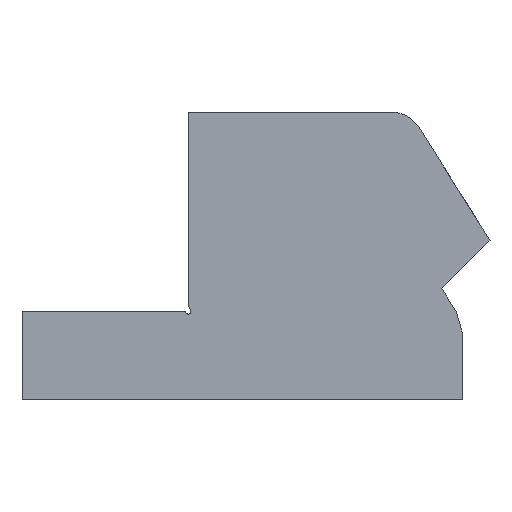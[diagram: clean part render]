
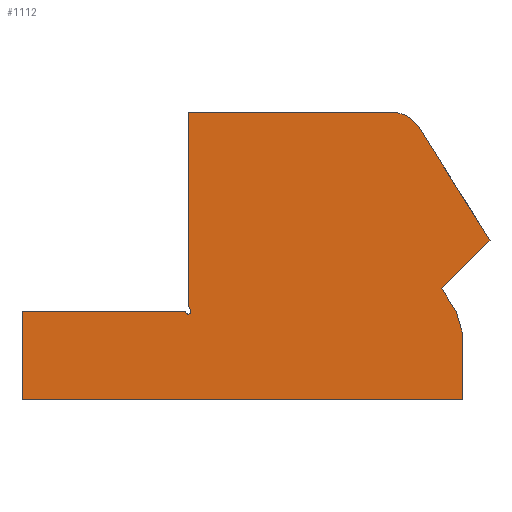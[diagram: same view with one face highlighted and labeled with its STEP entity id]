
A CAD part, front view. The second image highlights one B-rep face of the part: STEP entity #1112.
In plain terms, the highlighted planar face has unit normal (0, -1, 0).
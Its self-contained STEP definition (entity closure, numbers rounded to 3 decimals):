
#25=CIRCLE('',#1159,0.25);
#27=CIRCLE('',#1165,3.);
#62=PLANE('',#1164);
#113=FACE_OUTER_BOUND('',#173,.T.);
#173=EDGE_LOOP('',(#892,#893,#894,#895,#896,#897,#898,#899,#900,#901,#902,
#903,#904));
#242=LINE('',#2012,#337);
#257=LINE('',#2049,#352);
#261=LINE('',#2055,#356);
#262=LINE('',#2058,#357);
#263=LINE('',#2060,#358);
#264=LINE('',#2062,#359);
#265=LINE('',#2064,#360);
#266=LINE('',#2065,#361);
#267=LINE('',#2067,#362);
#268=LINE('',#2071,#363);
#269=LINE('',#2072,#364);
#337=VECTOR('',#1253,10.);
#352=VECTOR('',#1280,10.);
#356=VECTOR('',#1286,10.);
#357=VECTOR('',#1289,10.);
#358=VECTOR('',#1290,10.);
#359=VECTOR('',#1291,10.);
#360=VECTOR('',#1292,10.);
#361=VECTOR('',#1293,10.);
#362=VECTOR('',#1294,10.);
#363=VECTOR('',#1297,10.);
#364=VECTOR('',#1298,10.);
#504=VERTEX_POINT('',#2010);
#505=VERTEX_POINT('',#2011);
#509=VERTEX_POINT('',#2021);
#520=VERTEX_POINT('',#2047);
#521=VERTEX_POINT('',#2048);
#522=VERTEX_POINT('',#2053);
#523=VERTEX_POINT('',#2057);
#524=VERTEX_POINT('',#2059);
#525=VERTEX_POINT('',#2061);
#526=VERTEX_POINT('',#2063);
#527=VERTEX_POINT('',#2066);
#528=VERTEX_POINT('',#2068);
#529=VERTEX_POINT('',#2070);
#642=EDGE_CURVE('',#504,#505,#242,.T.);
#648=EDGE_CURVE('',#504,#509,#25,.T.);
#660=EDGE_CURVE('',#520,#521,#257,.T.);
#664=EDGE_CURVE('',#520,#522,#261,.T.);
#665=EDGE_CURVE('',#523,#509,#262,.T.);
#666=EDGE_CURVE('',#524,#523,#263,.T.);
#667=EDGE_CURVE('',#525,#524,#264,.T.);
#668=EDGE_CURVE('',#525,#526,#265,.T.);
#669=EDGE_CURVE('',#521,#526,#266,.T.);
#670=EDGE_CURVE('',#527,#522,#267,.T.);
#671=EDGE_CURVE('',#528,#527,#27,.T.);
#672=EDGE_CURVE('',#529,#528,#268,.T.);
#673=EDGE_CURVE('',#505,#529,#269,.T.);
#892=ORIENTED_EDGE('',*,*,#642,.F.);
#893=ORIENTED_EDGE('',*,*,#648,.T.);
#894=ORIENTED_EDGE('',*,*,#665,.F.);
#895=ORIENTED_EDGE('',*,*,#666,.F.);
#896=ORIENTED_EDGE('',*,*,#667,.F.);
#897=ORIENTED_EDGE('',*,*,#668,.T.);
#898=ORIENTED_EDGE('',*,*,#669,.F.);
#899=ORIENTED_EDGE('',*,*,#660,.F.);
#900=ORIENTED_EDGE('',*,*,#664,.T.);
#901=ORIENTED_EDGE('',*,*,#670,.F.);
#902=ORIENTED_EDGE('',*,*,#671,.F.);
#903=ORIENTED_EDGE('',*,*,#672,.F.);
#904=ORIENTED_EDGE('',*,*,#673,.F.);
#1112=ADVANCED_FACE('',(#113),#62,.F.);
#1159=AXIS2_PLACEMENT_3D('',#2023,#1262,#1263);
#1164=AXIS2_PLACEMENT_3D('',#2056,#1287,#1288);
#1165=AXIS2_PLACEMENT_3D('',#2069,#1295,#1296);
#1253=DIRECTION('',(-0.5,0.,0.866));
#1262=DIRECTION('center_axis',(0.,1.,0.));
#1263=DIRECTION('ref_axis',(1.,0.,0.));
#1280=DIRECTION('',(0.531,0.,-0.847));
#1286=DIRECTION('',(0.707,0.,0.707));
#1287=DIRECTION('center_axis',(0.,1.,0.));
#1288=DIRECTION('ref_axis',(1.,0.,0.));
#1289=DIRECTION('',(1.,0.,0.));
#1290=DIRECTION('',(0.,0.,1.));
#1291=DIRECTION('',(-1.,0.,0.));
#1292=DIRECTION('',(0.,0.,1.));
#1293=DIRECTION('',(0.277,0.,-0.961));
#1294=DIRECTION('',(0.531,0.,-0.847));
#1295=DIRECTION('center_axis',(0.,1.,0.));
#1296=DIRECTION('ref_axis',(0.484,0.,0.875));
#1297=DIRECTION('',(1.,0.,0.));
#1298=DIRECTION('',(0.,0.,1.));
#2010=CARTESIAN_POINT('',(123.617,308.625,304.159));
#2011=CARTESIAN_POINT('',(123.4,308.625,304.534));
#2012=CARTESIAN_POINT('',(123.419,308.625,304.5));
#2021=CARTESIAN_POINT('',(123.15,308.625,304.034));
#2023=CARTESIAN_POINT('Origin',(123.4,308.625,304.034));
#2047=CARTESIAN_POINT('',(146.32,308.625,306.073));
#2048=CARTESIAN_POINT('',(147.618,308.625,304.004));
#2049=CARTESIAN_POINT('',(143.209,308.625,311.031));
#2053=CARTESIAN_POINT('',(150.673,308.625,310.425));
#2055=CARTESIAN_POINT('',(134.416,308.625,294.175));
#2056=CARTESIAN_POINT('Origin',(108.4,308.625,296.034));
#2057=CARTESIAN_POINT('',(108.4,308.625,304.034));
#2058=CARTESIAN_POINT('',(108.4,308.625,304.034));
#2059=CARTESIAN_POINT('',(108.4,308.625,296.034));
#2060=CARTESIAN_POINT('',(108.4,308.625,296.034));
#2061=CARTESIAN_POINT('',(148.15,308.625,296.034));
#2062=CARTESIAN_POINT('',(130.509,308.625,296.034));
#2063=CARTESIAN_POINT('',(148.15,308.625,302.157));
#2064=CARTESIAN_POINT('',(148.15,308.625,296.034));
#2065=CARTESIAN_POINT('',(147.311,308.625,305.073));
#2066=CARTESIAN_POINT('',(144.282,308.625,320.611));
#2067=CARTESIAN_POINT('',(144.306,308.625,320.573));
#2068=CARTESIAN_POINT('',(141.741,308.625,322.017));
#2069=CARTESIAN_POINT('Origin',(141.741,308.625,319.017));
#2070=CARTESIAN_POINT('',(123.4,308.625,322.017));
#2071=CARTESIAN_POINT('',(115.9,308.625,322.017));
#2072=CARTESIAN_POINT('',(123.4,308.625,300.034));
